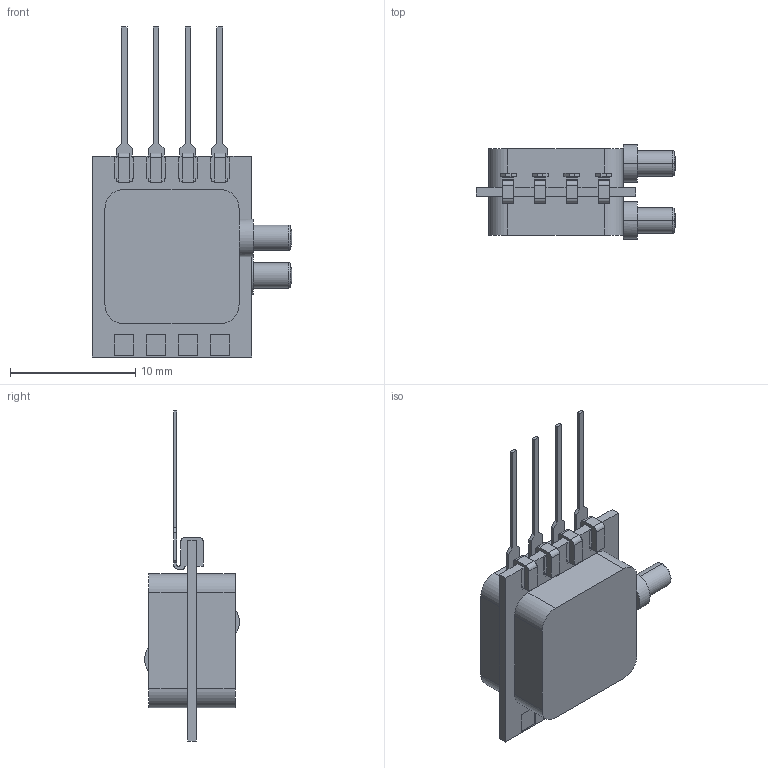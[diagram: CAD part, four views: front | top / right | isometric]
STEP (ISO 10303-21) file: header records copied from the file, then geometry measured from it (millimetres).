
FILE_DESCRIPTION (( 'STEP AP203' ), '1' );
FILE_NAME ('F1RT_STEP.STEP', '2018-04-13T19:35:56', ( 'user' ), ( '' ), 'SwSTEP 2.0', 'SolidWorks 2010', '' );
FILE_SCHEMA (( 'CONFIG_CONTROL_DESIGN' ));
Length unit declared in the file: inch
Products named in the file (1): F1RT_STEP
Bounding box: 15.89 x 7.56 x 26.3 mm (x, y, z)
Volume: 887.8 mm3; surface area: 898.3 mm2
Topology: 1 solids, 1 shells, 321 faces, 902 edges, 596 vertices
Faces by surface type: plane 257, cylinder 56, torus 4, cone 4
Entity records: 10327 total; most frequent: CARTESIAN_POINT 1820, ORIENTED_EDGE 1804, DIRECTION 1686, EDGE_CURVE 902, VECTOR 762, LINE 762, VERTEX_POINT 596, AXIS2_PLACEMENT_3D 462
